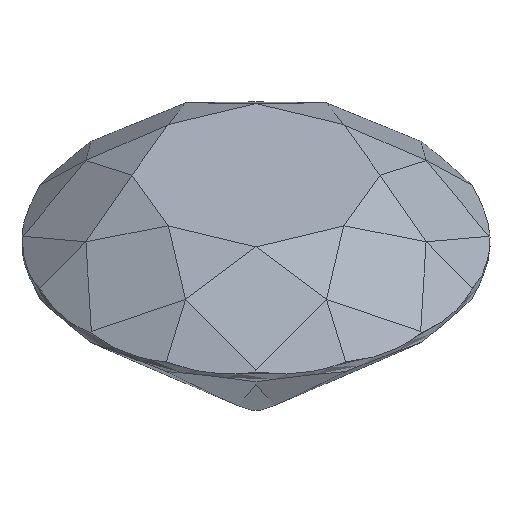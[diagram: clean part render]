
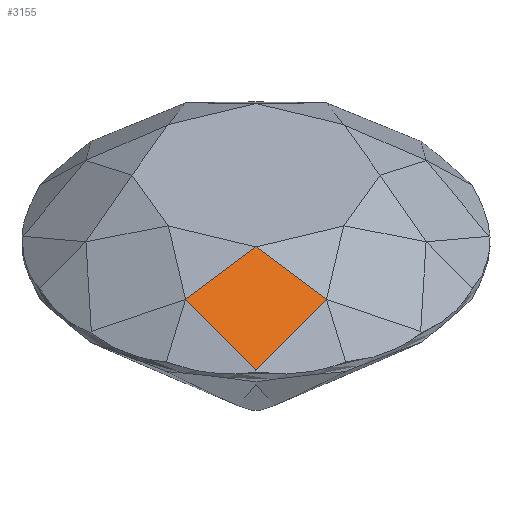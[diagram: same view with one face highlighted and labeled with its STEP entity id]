
A CAD part, isometric view. The second image highlights one B-rep face of the part: STEP entity #3155.
In plain terms, the highlighted planar face has unit normal (-0.401, -0.401, 0.824).
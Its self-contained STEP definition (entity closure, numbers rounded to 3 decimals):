
#806 = PLANE('',#807);
#807 = AXIS2_PLACEMENT_3D('',#808,#809,#810);
#808 = CARTESIAN_POINT('',(-0.464,-0.786,
    -0.261));
#809 = DIRECTION('',(-0.372,-0.557,0.742));
#810 = DIRECTION('',(0.53,0.53,0.663));
#839 = PLANE('',#840);
#840 = AXIS2_PLACEMENT_3D('',#841,#842,#843);
#841 = CARTESIAN_POINT('',(-0.786,-0.464,
    -0.261));
#842 = DIRECTION('',(-0.557,-0.372,0.742));
#843 = DIRECTION('',(-0.53,-0.53,-0.663));
#1556 = VERTEX_POINT('',#1557);
#1557 = CARTESIAN_POINT('',(-0.727,-0.301,
    -0.135));
#1606 = EDGE_CURVE('',#1607,#1556,#1609,.T.);
#1607 = VERTEX_POINT('',#1608);
#1608 = CARTESIAN_POINT('',(-0.704,-0.704,
    -0.32));
#1609 = SURFACE_CURVE('',#1610,(#1614,#1621),.PCURVE_S1.);
#1610 = LINE('',#1611,#1612);
#1611 = CARTESIAN_POINT('',(-0.712,-0.558,
    -0.253));
#1612 = VECTOR('',#1613,1.);
#1613 = DIRECTION('',(-0.053,0.908,0.416)
  );
#1614 = PCURVE('',#839,#1615);
#1615 = DEFINITIONAL_REPRESENTATION('',(#1616),#1620);
#1616 = LINE('',#1617,#1618);
#1617 = CARTESIAN_POINT('',(0.005,0.12));
#1618 = VECTOR('',#1619,1.);
#1619 = DIRECTION('',(-0.728,-0.685));
#1620 = ( GEOMETRIC_REPRESENTATION_CONTEXT(2) 
PARAMETRIC_REPRESENTATION_CONTEXT() REPRESENTATION_CONTEXT('2D SPACE',''
  ) );
#1621 = PCURVE('',#1622,#1627);
#1622 = PLANE('',#1623);
#1623 = AXIS2_PLACEMENT_3D('',#1624,#1625,#1626);
#1624 = CARTESIAN_POINT('',(-0.021,-0.728,
    0.));
#1625 = DIRECTION('',(-0.401,-0.401,0.824));
#1626 = DIRECTION('',(-0.583,-0.583,-0.566));
#1627 = DEFINITIONAL_REPRESENTATION('',(#1628),#1632);
#1628 = LINE('',#1629,#1630);
#1629 = CARTESIAN_POINT('',(0.446,-0.609));
#1630 = VECTOR('',#1631,1.);
#1631 = DIRECTION('',(-0.734,-0.679));
#1632 = ( GEOMETRIC_REPRESENTATION_CONTEXT(2) 
PARAMETRIC_REPRESENTATION_CONTEXT() REPRESENTATION_CONTEXT('2D SPACE',''
  ) );
#1658 = EDGE_CURVE('',#1607,#1659,#1661,.T.);
#1659 = VERTEX_POINT('',#1660);
#1660 = CARTESIAN_POINT('',(-0.301,-0.727,
    -0.135));
#1661 = SURFACE_CURVE('',#1662,(#1666,#1673),.PCURVE_S1.);
#1662 = LINE('',#1663,#1664);
#1663 = CARTESIAN_POINT('',(-0.249,-0.73,
    -0.112));
#1664 = VECTOR('',#1665,1.);
#1665 = DIRECTION('',(0.908,-0.053,0.416)
  );
#1666 = PCURVE('',#806,#1667);
#1667 = DEFINITIONAL_REPRESENTATION('',(#1668),#1672);
#1668 = LINE('',#1669,#1670);
#1669 = CARTESIAN_POINT('',(0.242,-0.113));
#1670 = VECTOR('',#1671,1.);
#1671 = DIRECTION('',(0.728,-0.685));
#1672 = ( GEOMETRIC_REPRESENTATION_CONTEXT(2) 
PARAMETRIC_REPRESENTATION_CONTEXT() REPRESENTATION_CONTEXT('2D SPACE',''
  ) );
#1673 = PCURVE('',#1622,#1674);
#1674 = DEFINITIONAL_REPRESENTATION('',(#1675),#1679);
#1675 = LINE('',#1676,#1677);
#1676 = CARTESIAN_POINT('',(0.197,-0.16));
#1677 = VECTOR('',#1678,1.);
#1678 = DIRECTION('',(-0.734,0.679));
#1679 = ( GEOMETRIC_REPRESENTATION_CONTEXT(2) 
PARAMETRIC_REPRESENTATION_CONTEXT() REPRESENTATION_CONTEXT('2D SPACE',''
  ) );
#2782 = PLANE('',#2783);
#2783 = AXIS2_PLACEMENT_3D('',#2784,#2785,#2786);
#2784 = CARTESIAN_POINT('',(0.,0.,0.));
#2785 = DIRECTION('',(0.,0.,1.));
#2786 = DIRECTION('',(1.,0.,0.));
#3098 = PLANE('',#3099);
#3099 = AXIS2_PLACEMENT_3D('',#3100,#3101,#3102);
#3100 = CARTESIAN_POINT('',(-0.544,-0.225,
    -0.045));
#3101 = DIRECTION('',(-0.383,-0.159,0.91));
#3102 = DIRECTION('',(0.922,0.,0.388));
#3155 = ADVANCED_FACE('',(#3156),#1622,.T.);
#3156 = FACE_BOUND('',#3157,.T.);
#3157 = EDGE_LOOP('',(#3158,#3159,#3160,#3188,#3211));
#3158 = ORIENTED_EDGE('',*,*,#1606,.F.);
#3159 = ORIENTED_EDGE('',*,*,#1658,.T.);
#3160 = ORIENTED_EDGE('',*,*,#3161,.T.);
#3161 = EDGE_CURVE('',#1659,#3162,#3164,.T.);
#3162 = VERTEX_POINT('',#3163);
#3163 = CARTESIAN_POINT('',(-0.374,-0.376,
    0.));
#3164 = SURFACE_CURVE('',#3165,(#3169,#3176),.PCURVE_S1.);
#3165 = LINE('',#3166,#3167);
#3166 = CARTESIAN_POINT('',(-0.318,-0.645,
    -0.104));
#3167 = VECTOR('',#3168,1.);
#3168 = DIRECTION('',(-0.19,0.916,0.353));
#3169 = PCURVE('',#1622,#3170);
#3170 = DEFINITIONAL_REPRESENTATION('',(#3171),#3175);
#3171 = LINE('',#3172,#3173);
#3172 = CARTESIAN_POINT('',(0.183,-0.269));
#3173 = VECTOR('',#3174,1.);
#3174 = DIRECTION('',(-0.623,-0.782));
#3175 = ( GEOMETRIC_REPRESENTATION_CONTEXT(2) 
PARAMETRIC_REPRESENTATION_CONTEXT() REPRESENTATION_CONTEXT('2D SPACE',''
  ) );
#3176 = PCURVE('',#3177,#3182);
#3177 = PLANE('',#3178);
#3178 = AXIS2_PLACEMENT_3D('',#3179,#3180,#3181);
#3179 = CARTESIAN_POINT('',(-0.225,-0.544,
    -0.045));
#3180 = DIRECTION('',(-0.159,-0.383,0.91));
#3181 = DIRECTION('',(0.652,0.652,0.388));
#3182 = DEFINITIONAL_REPRESENTATION('',(#3183),#3187);
#3183 = LINE('',#3184,#3185);
#3184 = CARTESIAN_POINT('',(-0.149,-0.006));
#3185 = VECTOR('',#3186,1.);
#3186 = DIRECTION('',(0.61,0.792));
#3187 = ( GEOMETRIC_REPRESENTATION_CONTEXT(2) 
PARAMETRIC_REPRESENTATION_CONTEXT() REPRESENTATION_CONTEXT('2D SPACE',''
  ) );
#3188 = ORIENTED_EDGE('',*,*,#3189,.T.);
#3189 = EDGE_CURVE('',#3162,#3190,#3192,.T.);
#3190 = VERTEX_POINT('',#3191);
#3191 = CARTESIAN_POINT('',(-0.376,-0.374,
    0.));
#3192 = SURFACE_CURVE('',#3193,(#3197,#3204),.PCURVE_S1.);
#3193 = LINE('',#3194,#3195);
#3194 = CARTESIAN_POINT('',(-0.021,-0.728,
    0.));
#3195 = VECTOR('',#3196,1.);
#3196 = DIRECTION('',(-0.707,0.707,0.
    ));
#3197 = PCURVE('',#1622,#3198);
#3198 = DEFINITIONAL_REPRESENTATION('',(#3199),#3203);
#3199 = LINE('',#3200,#3201);
#3200 = CARTESIAN_POINT('',(-0.,0.));
#3201 = VECTOR('',#3202,1.);
#3202 = DIRECTION('',(0.,-1.));
#3203 = ( GEOMETRIC_REPRESENTATION_CONTEXT(2) 
PARAMETRIC_REPRESENTATION_CONTEXT() REPRESENTATION_CONTEXT('2D SPACE',''
  ) );
#3204 = PCURVE('',#2782,#3205);
#3205 = DEFINITIONAL_REPRESENTATION('',(#3206),#3210);
#3206 = LINE('',#3207,#3208);
#3207 = CARTESIAN_POINT('',(-0.021,-0.728));
#3208 = VECTOR('',#3209,1.);
#3209 = DIRECTION('',(-0.707,0.707));
#3210 = ( GEOMETRIC_REPRESENTATION_CONTEXT(2) 
PARAMETRIC_REPRESENTATION_CONTEXT() REPRESENTATION_CONTEXT('2D SPACE',''
  ) );
#3211 = ORIENTED_EDGE('',*,*,#3212,.T.);
#3212 = EDGE_CURVE('',#3190,#1556,#3213,.T.);
#3213 = SURFACE_CURVE('',#3214,(#3218,#3225),.PCURVE_S1.);
#3214 = LINE('',#3215,#3216);
#3215 = CARTESIAN_POINT('',(-0.287,-0.392,
    0.034));
#3216 = VECTOR('',#3217,1.);
#3217 = DIRECTION('',(-0.916,0.19,-0.353));
#3218 = PCURVE('',#1622,#3219);
#3219 = DEFINITIONAL_REPRESENTATION('',(#3220),#3224);
#3220 = LINE('',#3221,#3222);
#3221 = CARTESIAN_POINT('',(-0.06,-0.426));
#3222 = VECTOR('',#3223,1.);
#3223 = DIRECTION('',(0.623,-0.782));
#3224 = ( GEOMETRIC_REPRESENTATION_CONTEXT(2) 
PARAMETRIC_REPRESENTATION_CONTEXT() REPRESENTATION_CONTEXT('2D SPACE',''
  ) );
#3225 = PCURVE('',#3098,#3226);
#3226 = DEFINITIONAL_REPRESENTATION('',(#3227),#3231);
#3227 = LINE('',#3228,#3229);
#3228 = CARTESIAN_POINT('',(0.268,-0.169));
#3229 = VECTOR('',#3230,1.);
#3230 = DIRECTION('',(-0.981,0.192));
#3231 = ( GEOMETRIC_REPRESENTATION_CONTEXT(2) 
PARAMETRIC_REPRESENTATION_CONTEXT() REPRESENTATION_CONTEXT('2D SPACE',''
  ) );
